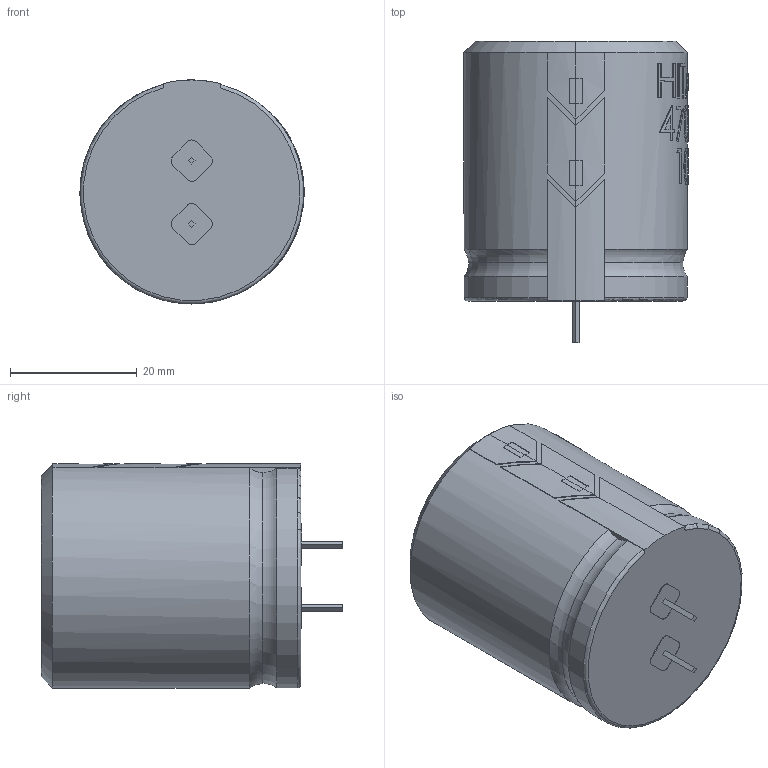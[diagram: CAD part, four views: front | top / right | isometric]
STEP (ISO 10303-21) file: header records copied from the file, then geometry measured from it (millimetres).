
FILE_DESCRIPTION (( 'STEP AP214' ), '1' );
FILE_NAME ('HITANO 4700uF 100V EHU 105C GU (M).STEP', '2023-10-13T13:01:57', ( '' ), ( '' ), 'SwSTEP 2.0', 'SolidWorks 2021', '' );
FILE_SCHEMA (( 'AUTOMOTIVE_DESIGN' ));
Length unit declared in the file: millimetre
Products named in the file (1): HITANO 4700uF 100V EHU 105C GU (M)
Bounding box: 35.4 x 47.6 x 35.4 mm (x, y, z)
Volume: 39807.6 mm3; surface area: 6480.9 mm2
Topology: 1 solids, 1 shells, 239 faces, 628 edges, 418 vertices
Faces by surface type: plane 138, bspline 50, cylinder 46, torus 3, cone 2
Entity records: 13421 total; most frequent: CARTESIAN_POINT 5244, ORIENTED_EDGE 1256, DIRECTION 978, EDGE_CURVE 628, VERTEX_POINT 418, LINE 326, VECTOR 326, AXIS2_PLACEMENT_3D 326
